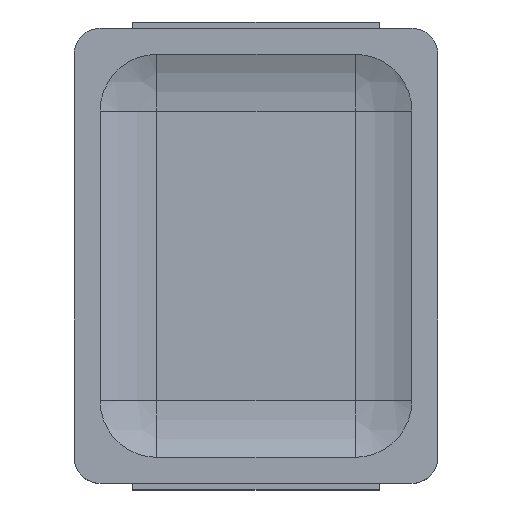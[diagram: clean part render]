
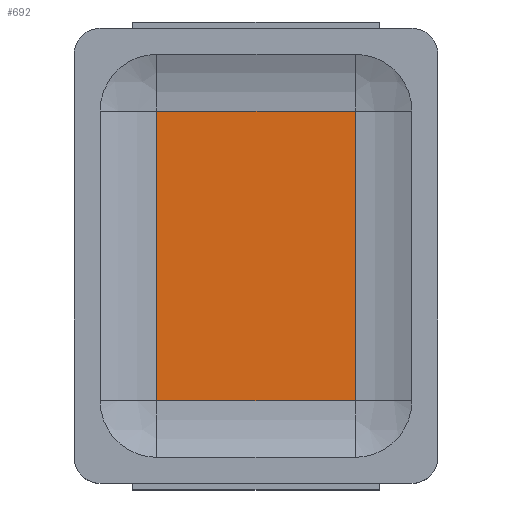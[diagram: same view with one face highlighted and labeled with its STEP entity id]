
A CAD part, top view. The second image highlights one B-rep face of the part: STEP entity #692.
In plain terms, the highlighted planar face has unit normal (0, 0, 1).
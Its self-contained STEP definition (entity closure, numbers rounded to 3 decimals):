
#64 = CARTESIAN_POINT ( 'NONE',  ( 1.2, -1.114, 0.8 ) ) ;
#95 = FACE_OUTER_BOUND ( 'NONE', #217, .T. ) ;
#130 = LINE ( 'NONE', #1224, #583 ) ;
#138 = LINE ( 'NONE', #709, #914 ) ;
#158 = CARTESIAN_POINT ( 'NONE',  ( -0.764, -1.114, 0.8 ) ) ;
#161 = CARTESIAN_POINT ( 'NONE',  ( 0.764, 1.114, 0.8 ) ) ;
#169 = VERTEX_POINT ( 'NONE', #161 ) ;
#203 = LINE ( 'NONE', #64, #532 ) ;
#217 = EDGE_LOOP ( 'NONE', ( #506, #1517, #1041, #1439 ) ) ;
#255 = VERTEX_POINT ( 'NONE', #262 ) ;
#262 = CARTESIAN_POINT ( 'NONE',  ( 0.764, -1.114, 0.8 ) ) ;
#397 = AXIS2_PLACEMENT_3D ( 'NONE', #717, #741, #588 ) ;
#464 = VERTEX_POINT ( 'NONE', #158 ) ;
#506 = ORIENTED_EDGE ( 'NONE', *, *, #540, .T. ) ;
#532 = VECTOR ( 'NONE', #804, 1000. ) ;
#540 = EDGE_CURVE ( 'NONE', #1453, #464, #646, .T. ) ;
#566 = PLANE ( 'NONE',  #397 ) ;
#583 = VECTOR ( 'NONE', #1200, 1000. ) ;
#588 = DIRECTION ( 'NONE',  ( 1., 0., 0. ) ) ;
#614 = VECTOR ( 'NONE', #876, 1000. ) ;
#646 = LINE ( 'NONE', #1493, #614 ) ;
#692 = ADVANCED_FACE ( 'NONE', ( #95 ), #566, .T. ) ;
#708 = EDGE_CURVE ( 'NONE', #169, #1453, #130, .T. ) ;
#709 = CARTESIAN_POINT ( 'NONE',  ( 0.764, 1.55, 0.8 ) ) ;
#717 = CARTESIAN_POINT ( 'NONE',  ( 0., 0., 0.8 ) ) ;
#741 = DIRECTION ( 'NONE',  ( 0., 0., 1. ) ) ;
#775 = EDGE_CURVE ( 'NONE', #255, #169, #138, .T. ) ;
#804 = DIRECTION ( 'NONE',  ( 1., 0., 0. ) ) ;
#862 = DIRECTION ( 'NONE',  ( 0., 1., 0. ) ) ;
#876 = DIRECTION ( 'NONE',  ( 0., -1., 0. ) ) ;
#914 = VECTOR ( 'NONE', #862, 1000. ) ;
#1041 = ORIENTED_EDGE ( 'NONE', *, *, #775, .T. ) ;
#1200 = DIRECTION ( 'NONE',  ( -1., 0., 0. ) ) ;
#1224 = CARTESIAN_POINT ( 'NONE',  ( -1.2, 1.114, 0.8 ) ) ;
#1359 = CARTESIAN_POINT ( 'NONE',  ( -0.764, 1.114, 0.8 ) ) ;
#1439 = ORIENTED_EDGE ( 'NONE', *, *, #708, .T. ) ;
#1453 = VERTEX_POINT ( 'NONE', #1359 ) ;
#1472 = EDGE_CURVE ( 'NONE', #464, #255, #203, .T. ) ;
#1493 = CARTESIAN_POINT ( 'NONE',  ( -0.764, -1.55, 0.8 ) ) ;
#1517 = ORIENTED_EDGE ( 'NONE', *, *, #1472, .T. ) ;
